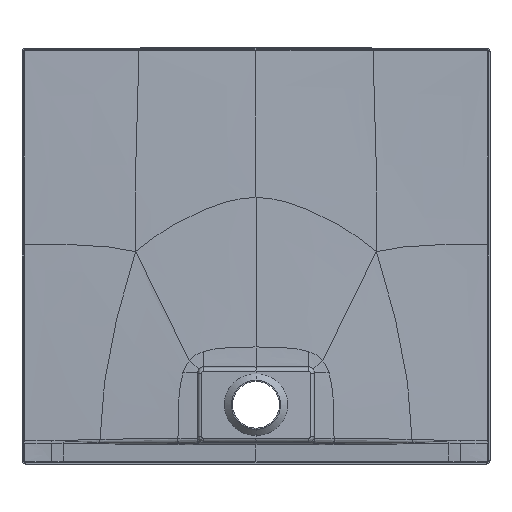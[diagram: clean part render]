
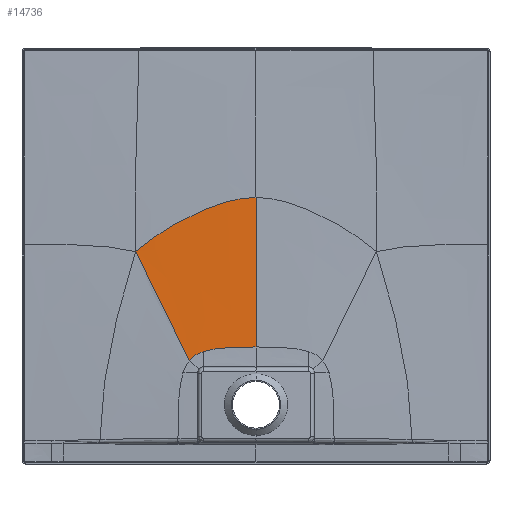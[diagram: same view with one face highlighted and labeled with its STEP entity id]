
A CAD part, front view. The second image highlights one B-rep face of the part: STEP entity #14736.
In plain terms, the highlighted free-form (B-spline) face has degree [3, 3] with [9, 8] control points.
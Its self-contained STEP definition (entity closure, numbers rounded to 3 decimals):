
#3766=DIRECTION('',(0.,0.023,1.));
#3767=VECTOR('',#3766,287.576);
#3768=CARTESIAN_POINT('',(0.,-16.199,225.069));
#3769=LINE('',#3768,#3767);
#3770=CARTESIAN_POINT('',(-101.03,-16.199,
216.297));
#3771=CARTESIAN_POINT('',(-95.734,-16.199,
218.103));
#3772=CARTESIAN_POINT('',(-80.508,-16.199,
221.852));
#3773=CARTESIAN_POINT('',(-49.086,-16.199,
224.722));
#3774=CARTESIAN_POINT('',(-17.759,-16.199,
225.069));
#3775=CARTESIAN_POINT('',(0.,-16.199,225.069));
#3777=CARTESIAN_POINT('',(-128.377,-16.197,
198.395));
#3778=CARTESIAN_POINT('',(-125.899,-16.197,
201.386));
#3779=CARTESIAN_POINT('',(-120.386,-16.198,
206.705));
#3780=CARTESIAN_POINT('',(-111.122,-16.198,
212.391));
#3781=CARTESIAN_POINT('',(-104.197,-16.199,
215.217));
#3782=CARTESIAN_POINT('',(-101.03,-16.199,
216.297));
#3784=CARTESIAN_POINT('',(0.,-9.599,
512.569));
#3785=CARTESIAN_POINT('',(-18.267,-9.599,
512.569));
#3786=CARTESIAN_POINT('',(-55.299,-9.504,
506.641));
#3787=CARTESIAN_POINT('',(-112.29,-9.197,
484.741));
#3788=CARTESIAN_POINT('',(-161.239,-8.894,
459.335));
#3789=CARTESIAN_POINT('',(-201.241,-8.587,
433.133));
#3790=CARTESIAN_POINT('',(-221.362,-8.391,
417.192));
#3791=CARTESIAN_POINT('',(-231.383,-8.279,
408.37));
#3976=CARTESIAN_POINT('',(-128.377,-16.197,
198.395));
#3977=CARTESIAN_POINT('',(-134.631,-15.647,
210.37));
#3978=CARTESIAN_POINT('',(-147.264,-14.525,
236.252));
#3979=CARTESIAN_POINT('',(-167.809,-12.67,
281.14));
#3980=CARTESIAN_POINT('',(-189.38,-10.889,
326.566));
#3981=CARTESIAN_POINT('',(-208.922,-9.572,
365.185));
#3982=CARTESIAN_POINT('',(-221.373,-8.826,
389.254));
#3983=CARTESIAN_POINT('',(-227.991,-8.46,
401.907));
#3984=CARTESIAN_POINT('',(-231.383,-8.279,
408.37));
#4556=VERTEX_POINT('',#3976);
#4557=VERTEX_POINT('',#3984);
#4570=VERTEX_POINT('',#3782);
#4702=CARTESIAN_POINT('',(0.,-16.199,225.069));
#4703=CARTESIAN_POINT('',(0.,-9.599,
512.569));
#4704=VERTEX_POINT('',#4702);
#4705=VERTEX_POINT('',#4703);
#14652=CARTESIAN_POINT('',(1.349,-16.267,
222.122));
#14653=CARTESIAN_POINT('',(-16.968,-16.267,
222.128));
#14654=CARTESIAN_POINT('',(-48.736,-16.267,
221.904));
#14655=CARTESIAN_POINT('',(-84.76,-16.265,
218.992));
#14656=CARTESIAN_POINT('',(-106.479,-16.264,
212.946));
#14657=CARTESIAN_POINT('',(-119.991,-16.264,
204.872));
#14658=CARTESIAN_POINT('',(-125.534,-16.264,
199.506));
#14659=CARTESIAN_POINT('',(-128.075,-16.265,
196.359));
#14660=CARTESIAN_POINT('',(1.349,-15.694,
247.062));
#14661=CARTESIAN_POINT('',(-16.96,-15.694,
247.091));
#14662=CARTESIAN_POINT('',(-49.139,-15.696,
245.986));
#14663=CARTESIAN_POINT('',(-86.672,-15.705,
239.734));
#14664=CARTESIAN_POINT('',(-110.074,-15.711,
230.146));
#14665=CARTESIAN_POINT('',(-125.177,-15.706,
219.225));
#14666=CARTESIAN_POINT('',(-131.627,-15.698,
212.464));
#14667=CARTESIAN_POINT('',(-134.671,-15.692,
208.613));
#14668=CARTESIAN_POINT('',(1.345,-14.572,
295.959));
#14669=CARTESIAN_POINT('',(-16.902,-14.572,
296.033));
#14670=CARTESIAN_POINT('',(-49.845,-14.577,
293.204));
#14671=CARTESIAN_POINT('',(-90.393,-14.6,
280.632));
#14672=CARTESIAN_POINT('',(-117.168,-14.613,
264.676));
#14673=CARTESIAN_POINT('',(-135.431,-14.592,
248.876));
#14674=CARTESIAN_POINT('',(-143.682,-14.566,
239.767));
#14675=CARTESIAN_POINT('',(-147.722,-14.547,
234.724));
#14676=CARTESIAN_POINT('',(1.329,-12.899,
368.814));
#14677=CARTESIAN_POINT('',(-16.681,-12.899,
368.947));
#14678=CARTESIAN_POINT('',(-50.577,-12.895,
363.874));
#14679=CARTESIAN_POINT('',(-95.82,-12.891,
343.471));
#14680=CARTESIAN_POINT('',(-128.241,-12.864,
320.029));
#14681=CARTESIAN_POINT('',(-151.87,-12.782,
298.504));
#14682=CARTESIAN_POINT('',(-163.15,-12.709,
286.52));
#14683=CARTESIAN_POINT('',(-168.848,-12.661,
279.948));
#14684=CARTESIAN_POINT('',(1.322,-11.524,
428.709));
#14685=CARTESIAN_POINT('',(-16.58,-11.525,
428.869));
#14686=CARTESIAN_POINT('',(-51.37,-11.493,
422.725));
#14687=CARTESIAN_POINT('',(-100.939,-11.395,
398.879));
#14688=CARTESIAN_POINT('',(-139.152,-11.269,
372.068));
#14689=CARTESIAN_POINT('',(-168.641,-11.088,
347.167));
#14690=CARTESIAN_POINT('',(-183.252,-10.955,
333.011));
#14691=CARTESIAN_POINT('',(-190.744,-10.874,
325.139));
#14692=CARTESIAN_POINT('',(1.341,-10.562,
470.636));
#14693=CARTESIAN_POINT('',(-16.807,-10.563,
470.799));
#14694=CARTESIAN_POINT('',(-52.694,-10.501,
464.566));
#14695=CARTESIAN_POINT('',(-105.925,-10.302,
440.795));
#14696=CARTESIAN_POINT('',(-149.18,-10.086,
413.935));
#14697=CARTESIAN_POINT('',(-183.95,-9.831,
387.796));
#14698=CARTESIAN_POINT('',(-201.527,-9.657,
372.34));
#14699=CARTESIAN_POINT('',(-210.569,-9.553,
363.602));
#14700=CARTESIAN_POINT('',(1.362,-9.997,
495.236));
#14701=CARTESIAN_POINT('',(-17.067,-9.999,
495.395));
#14702=CARTESIAN_POINT('',(-53.812,-9.918,
489.303));
#14703=CARTESIAN_POINT('',(-109.44,-9.654,
466.3));
#14704=CARTESIAN_POINT('',(-155.947,-9.386,
440.089));
#14705=CARTESIAN_POINT('',(-194.098,-9.094,
413.565));
#14706=CARTESIAN_POINT('',(-213.534,-8.9,
397.438));
#14707=CARTESIAN_POINT('',(-223.526,-8.786,
388.232));
#14708=CARTESIAN_POINT('',(1.377,-9.707,
507.857));
#14709=CARTESIAN_POINT('',(-17.252,-9.71,
508.012));
#14710=CARTESIAN_POINT('',(-54.523,-9.618,
502.057));
#14711=CARTESIAN_POINT('',(-111.478,-9.321,
479.692));
#14712=CARTESIAN_POINT('',(-159.751,-9.027,
454.039));
#14713=CARTESIAN_POINT('',(-199.715,-8.72,
427.428));
#14714=CARTESIAN_POINT('',(-220.127,-8.518,
410.988));
#14715=CARTESIAN_POINT('',(-230.61,-8.399,
401.558));
#14716=CARTESIAN_POINT('',(1.386,-9.555,
514.488));
#14717=CARTESIAN_POINT('',(-17.364,-9.557,
514.641));
#14718=CARTESIAN_POINT('',(-54.938,-9.461,
508.774));
#14719=CARTESIAN_POINT('',(-112.619,-9.146,
486.803));
#14720=CARTESIAN_POINT('',(-161.843,-8.84,
461.496));
#14721=CARTESIAN_POINT('',(-202.771,-8.525,
434.863));
#14722=CARTESIAN_POINT('',(-223.695,-8.32,
418.267));
#14723=CARTESIAN_POINT('',(-234.432,-8.199,
408.724));
#14724=B_SPLINE_SURFACE_WITH_KNOTS('',3,3,((#14652,#14653,#14654,#14655,#14656,
#14657,#14658,#14659),(#14660,#14661,#14662,#14663,#14664,#14665,#14666,#14667),
(#14668,#14669,#14670,#14671,#14672,#14673,#14674,#14675),(#14676,#14677,#14678,
#14679,#14680,#14681,#14682,#14683),(#14684,#14685,#14686,#14687,#14688,#14689,
#14690,#14691),(#14692,#14693,#14694,#14695,#14696,#14697,#14698,#14699),
(#14700,#14701,#14702,#14703,#14704,#14705,#14706,#14707),(#14708,#14709,#14710,
#14711,#14712,#14713,#14714,#14715),(#14716,#14717,#14718,#14719,#14720,#14721,
#14722,#14723)),.UNSPECIFIED.,.F.,.F.,.F.,(4,1,1,1,1,1,4),(4,1,1,1,1,4),(
-0.005,0.125,0.25,0.375,0.438,0.469,0.503),
(-0.003,0.125,0.25,0.375,0.438,0.504),
.UNSPECIFIED.);
#14726=ORIENTED_EDGE('',*,*,#14725,.F.);
#14728=ORIENTED_EDGE('',*,*,#14727,.F.);
#14730=ORIENTED_EDGE('',*,*,#14729,.F.);
#14732=ORIENTED_EDGE('',*,*,#14731,.T.);
#14733=ORIENTED_EDGE('',*,*,#14643,.F.);
#14734=EDGE_LOOP('',(#14726,#14728,#14730,#14732,#14733));
#14735=FACE_OUTER_BOUND('',#14734,.F.);
#14736=ADVANCED_FACE('',(#14735),#14724,.T.);
#3776=B_SPLINE_CURVE_WITH_KNOTS('',3,(#3770,#3771,#3772,#3773,#3774,#3775),
.UNSPECIFIED.,.F.,.F.,(4,1,1,4),(0.,0.238,0.619,1.),
.UNSPECIFIED.);
#3783=B_SPLINE_CURVE_WITH_KNOTS('',3,(#3777,#3778,#3779,#3780,#3781,#3782),
.UNSPECIFIED.,.F.,.F.,(4,1,1,4),(0.,0.364,0.728,1.),
.UNSPECIFIED.);
#3792=B_SPLINE_CURVE_WITH_KNOTS('',3,(#3784,#3785,#3786,#3787,#3788,#3789,#3790,
#3791),.UNSPECIFIED.,.F.,.F.,(4,1,1,1,1,4),(0.,0.25,0.5,0.75,0.875,
1.),.UNSPECIFIED.);
#3985=B_SPLINE_CURVE_WITH_KNOTS('',3,(#3976,#3977,#3978,#3979,#3980,#3981,#3982,
#3983,#3984),.UNSPECIFIED.,.F.,.F.,(4,1,1,1,1,1,4),(0.,0.25,0.5,0.75,
0.875,0.938,1.),.UNSPECIFIED.);
#14643=EDGE_CURVE('',#4705,#4557,#3792,.T.);
#14725=EDGE_CURVE('',#4704,#4705,#3769,.T.);
#14727=EDGE_CURVE('',#4570,#4704,#3776,.T.);
#14729=EDGE_CURVE('',#4556,#4570,#3783,.T.);
#14731=EDGE_CURVE('',#4556,#4557,#3985,.T.);
